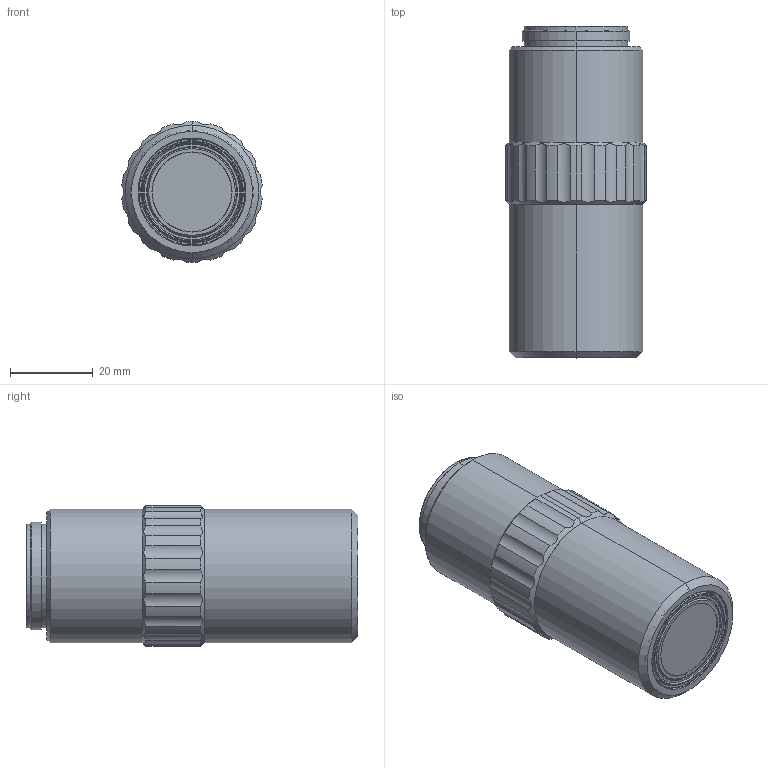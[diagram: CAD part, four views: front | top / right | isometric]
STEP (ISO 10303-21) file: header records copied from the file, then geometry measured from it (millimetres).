
FILE_DESCRIPTION (( 'STEP AP203' ), '1' );
FILE_NAME ('Web Model 46145_Default.step', '2019-01-03T15:22:14', ( '' ), ( '' ), 'SwSTEP 2.0', 'SolidWorks 2016', '' );
FILE_SCHEMA (( 'CONFIG_CONTROL_DESIGN' ));
Length unit declared in the file: millimetre
Products named in the file (1): Web Model 46145_Default
Bounding box: 33.86 x 80 x 34 mm (x, y, z)
Volume: 63263.5 mm3; surface area: 11467.1 mm2
Topology: 1 solids, 1 shells, 138 faces, 325 edges, 201 vertices
Faces by surface type: cylinder 75, cone 47, plane 16
Entity records: 4421 total; most frequent: CARTESIAN_POINT 1151, DIRECTION 706, ORIENTED_EDGE 642, EDGE_CURVE 321, AXIS2_PLACEMENT_3D 292, VERTEX_POINT 201, EDGE_LOOP 154, CIRCLE 153
